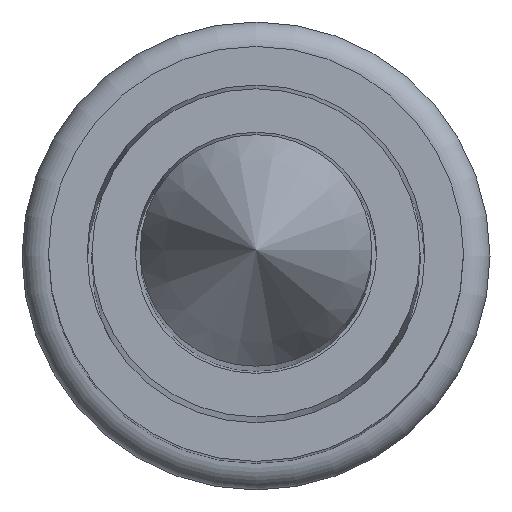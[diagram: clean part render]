
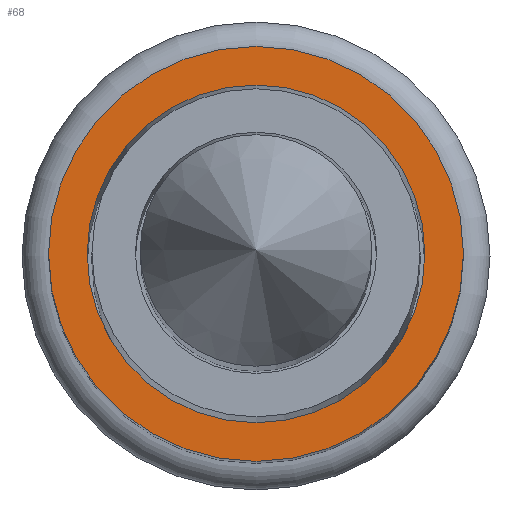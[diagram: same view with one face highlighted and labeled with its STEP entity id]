
A CAD part, top view. The second image highlights one B-rep face of the part: STEP entity #68.
In plain terms, the highlighted planar face has unit normal (0, 0, 1).
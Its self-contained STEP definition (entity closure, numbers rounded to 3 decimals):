
#21 = EDGE_CURVE('',#22,#24,#26,.T.);
#22 = VERTEX_POINT('',#23);
#23 = CARTESIAN_POINT('',(0.43,0.,2.555));
#24 = VERTEX_POINT('',#25);
#25 = CARTESIAN_POINT('',(-0.43,0.,2.555));
#26 = CIRCLE('',#27,0.43);
#27 = AXIS2_PLACEMENT_3D('',#28,#29,#30);
#28 = CARTESIAN_POINT('',(0.,0.,2.555));
#29 = DIRECTION('',(0.,0.,1.));
#30 = DIRECTION('',(1.,0.,0.));
#32 = EDGE_CURVE('',#24,#22,#33,.T.);
#33 = CIRCLE('',#34,0.43);
#34 = AXIS2_PLACEMENT_3D('',#35,#36,#37);
#35 = CARTESIAN_POINT('',(0.,0.,2.555));
#36 = DIRECTION('',(0.,0.,1.));
#37 = DIRECTION('',(1.,0.,0.));
#68 = ADVANCED_FACE('',(#69,#73),#93,.T.);
#69 = FACE_BOUND('',#70,.T.);
#70 = EDGE_LOOP('',(#71,#72));
#71 = ORIENTED_EDGE('',*,*,#21,.T.);
#72 = ORIENTED_EDGE('',*,*,#32,.T.);
#73 = FACE_BOUND('',#74,.T.);
#74 = EDGE_LOOP('',(#75,#86));
#75 = ORIENTED_EDGE('',*,*,#76,.F.);
#76 = EDGE_CURVE('',#77,#79,#81,.T.);
#77 = VERTEX_POINT('',#78);
#78 = CARTESIAN_POINT('',(0.35,0.,2.555));
#79 = VERTEX_POINT('',#80);
#80 = CARTESIAN_POINT('',(-0.35,0.,2.555));
#81 = CIRCLE('',#82,0.35);
#82 = AXIS2_PLACEMENT_3D('',#83,#84,#85);
#83 = CARTESIAN_POINT('',(0.,0.,2.555));
#84 = DIRECTION('',(0.,0.,1.));
#85 = DIRECTION('',(1.,0.,0.));
#86 = ORIENTED_EDGE('',*,*,#87,.F.);
#87 = EDGE_CURVE('',#79,#77,#88,.T.);
#88 = CIRCLE('',#89,0.35);
#89 = AXIS2_PLACEMENT_3D('',#90,#91,#92);
#90 = CARTESIAN_POINT('',(0.,0.,2.555));
#91 = DIRECTION('',(0.,0.,1.));
#92 = DIRECTION('',(1.,0.,0.));
#93 = PLANE('',#94);
#94 = AXIS2_PLACEMENT_3D('',#95,#96,#97);
#95 = CARTESIAN_POINT('',(0.35,0.,2.555));
#96 = DIRECTION('',(0.,0.,1.));
#97 = DIRECTION('',(1.,0.,0.));
